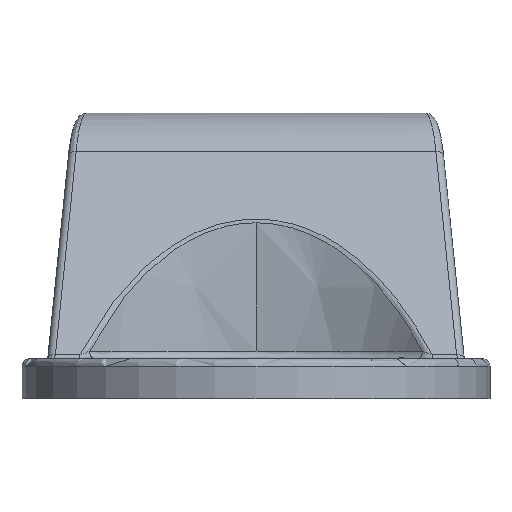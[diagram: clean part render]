
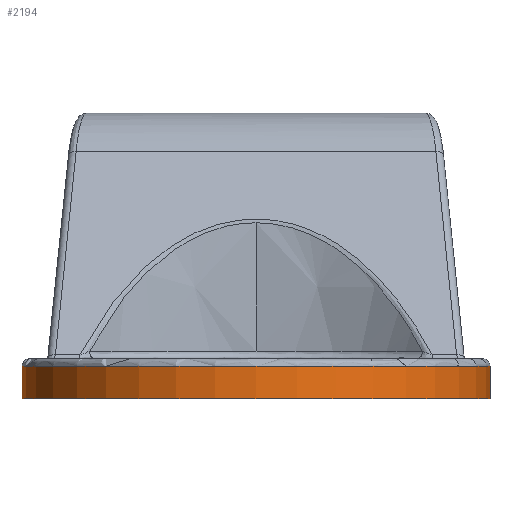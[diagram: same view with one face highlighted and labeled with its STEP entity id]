
A CAD part, left-side view. The second image highlights one B-rep face of the part: STEP entity #2194.
In plain terms, the highlighted cylindrical face has radius 15.15 mm (diameter 30.3 mm), a partial arc.
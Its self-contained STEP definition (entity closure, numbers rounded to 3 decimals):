
#90 = ORIENTED_EDGE ( 'NONE', *, *, #4328, .F. ) ;
#119 = CARTESIAN_POINT ( 'NONE',  ( 2.631, -14.92, 0. ) ) ;
#200 = VERTEX_POINT ( 'NONE', #3093 ) ;
#306 = AXIS2_PLACEMENT_3D ( 'NONE', #4317, #1938, #4339 ) ;
#320 = EDGE_CURVE ( 'NONE', #1395, #200, #700, .T. ) ;
#700 = LINE ( 'NONE', #2080, #2546 ) ;
#757 = DIRECTION ( 'NONE',  ( 1., 0., 0. ) ) ;
#795 = VERTEX_POINT ( 'NONE', #119 ) ;
#811 = AXIS2_PLACEMENT_3D ( 'NONE', #4003, #908, #2301 ) ;
#908 = DIRECTION ( 'NONE',  ( 0., 0., 1. ) ) ;
#1259 = ORIENTED_EDGE ( 'NONE', *, *, #2502, .T. ) ;
#1363 = DIRECTION ( 'NONE',  ( 0., 0., 1. ) ) ;
#1395 = VERTEX_POINT ( 'NONE', #2913 ) ;
#1467 = EDGE_LOOP ( 'NONE', ( #90, #2654, #1259, #3445 ) ) ;
#1687 = CARTESIAN_POINT ( 'NONE',  ( 2.631, -14.92, -0.5 ) ) ;
#1763 = DIRECTION ( 'NONE',  ( 0., 0., -1. ) ) ;
#1938 = DIRECTION ( 'NONE',  ( 0., 0., -1. ) ) ;
#2080 = CARTESIAN_POINT ( 'NONE',  ( 2.631, 14.92, -0.5 ) ) ;
#2194 = ADVANCED_FACE ( 'NONE', ( #3976 ), #3022, .T. ) ;
#2301 = DIRECTION ( 'NONE',  ( 1., 0., 0. ) ) ;
#2373 = DIRECTION ( 'NONE',  ( 0., 0., 1. ) ) ;
#2502 = EDGE_CURVE ( 'NONE', #3721, #200, #4268, .T. ) ;
#2546 = VECTOR ( 'NONE', #2373, 1000. ) ;
#2654 = ORIENTED_EDGE ( 'NONE', *, *, #3385, .T. ) ;
#2827 = CARTESIAN_POINT ( 'NONE',  ( 0., 0., 2.1 ) ) ;
#2913 = CARTESIAN_POINT ( 'NONE',  ( 2.631, 14.92, 0. ) ) ;
#3022 = CYLINDRICAL_SURFACE ( 'NONE', #811, 15.15 ) ;
#3034 = AXIS2_PLACEMENT_3D ( 'NONE', #2827, #1763, #757 ) ;
#3093 = CARTESIAN_POINT ( 'NONE',  ( 2.631, 14.92, 2.1 ) ) ;
#3385 = EDGE_CURVE ( 'NONE', #795, #3721, #4472, .T. ) ;
#3445 = ORIENTED_EDGE ( 'NONE', *, *, #320, .F. ) ;
#3721 = VERTEX_POINT ( 'NONE', #4104 ) ;
#3976 = FACE_OUTER_BOUND ( 'NONE', #1467, .T. ) ;
#4003 = CARTESIAN_POINT ( 'NONE',  ( 0., 0., -0.5 ) ) ;
#4104 = CARTESIAN_POINT ( 'NONE',  ( 2.631, -14.92, 2.1 ) ) ;
#4209 = CIRCLE ( 'NONE', #306, 15.15 ) ;
#4268 = CIRCLE ( 'NONE', #3034, 15.15 ) ;
#4317 = CARTESIAN_POINT ( 'NONE',  ( 0., 0., 0. ) ) ;
#4328 = EDGE_CURVE ( 'NONE', #795, #1395, #4209, .T. ) ;
#4339 = DIRECTION ( 'NONE',  ( 1., 0., 0. ) ) ;
#4342 = VECTOR ( 'NONE', #1363, 1000. ) ;
#4472 = LINE ( 'NONE', #1687, #4342 ) ;
